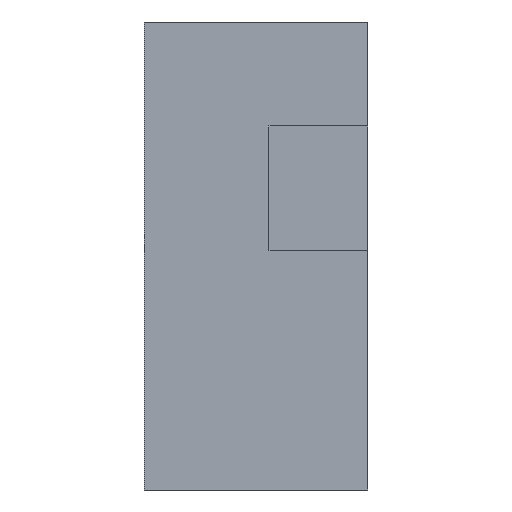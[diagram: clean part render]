
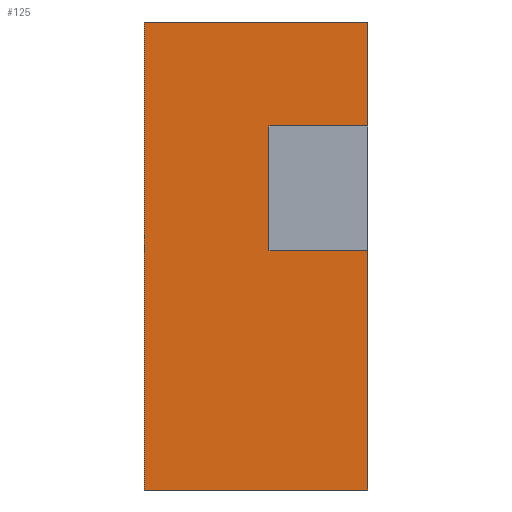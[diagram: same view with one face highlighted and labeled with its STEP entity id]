
A CAD part, left-side view. The second image highlights one B-rep face of the part: STEP entity #125.
In plain terms, the highlighted planar face has unit normal (-1, 0, 0).
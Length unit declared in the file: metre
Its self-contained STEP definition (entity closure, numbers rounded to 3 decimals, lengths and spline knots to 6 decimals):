
#125 = ADVANCED_FACE( '', ( #254 ), #255, .T. );
#254 = FACE_OUTER_BOUND( '', #378, .T. );
#255 = PLANE( '', #379 );
#378 = EDGE_LOOP( '', ( #690, #691, #692, #693, #694, #695, #696, #697 ) );
#379 = AXIS2_PLACEMENT_3D( '', #698, #699, #700 );
#690 = ORIENTED_EDGE( '', *, *, #805, .F. );
#691 = ORIENTED_EDGE( '', *, *, #754, .T. );
#692 = ORIENTED_EDGE( '', *, *, #850, .F. );
#693 = ORIENTED_EDGE( '', *, *, #854, .F. );
#694 = ORIENTED_EDGE( '', *, *, #802, .F. );
#695 = ORIENTED_EDGE( '', *, *, #862, .T. );
#696 = ORIENTED_EDGE( '', *, *, #840, .T. );
#697 = ORIENTED_EDGE( '', *, *, #864, .F. );
#698 = CARTESIAN_POINT( '', ( 0., 0.01075, 0.022 ) );
#699 = DIRECTION( '', ( -1., 0., 0. ) );
#700 = DIRECTION( '', ( 0., 0., 1. ) );
#754 = EDGE_CURVE( '', #895, #900, #902, .T. );
#802 = EDGE_CURVE( '', #982, #984, #985, .T. );
#805 = EDGE_CURVE( '', #895, #989, #990, .T. );
#840 = EDGE_CURVE( '', #1036, #1034, #1037, .T. );
#850 = EDGE_CURVE( '', #1046, #900, #1048, .T. );
#854 = EDGE_CURVE( '', #984, #1046, #1052, .T. );
#862 = EDGE_CURVE( '', #982, #1036, #1060, .T. );
#864 = EDGE_CURVE( '', #989, #1034, #1062, .T. );
#895 = VERTEX_POINT( '', #1115 );
#900 = VERTEX_POINT( '', #1122 );
#902 = LINE( '', #1125, #1126 );
#982 = VERTEX_POINT( '', #1237 );
#984 = VERTEX_POINT( '', #1240 );
#985 = LINE( '', #1241, #1242 );
#989 = VERTEX_POINT( '', #1248 );
#990 = LINE( '', #1249, #1250 );
#1034 = VERTEX_POINT( '', #1336 );
#1036 = VERTEX_POINT( '', #1339 );
#1037 = LINE( '', #1340, #1341 );
#1046 = VERTEX_POINT( '', #1353 );
#1048 = LINE( '', #1356, #1357 );
#1052 = LINE( '', #1362, #1363 );
#1060 = LINE( '', #1385, #1386 );
#1062 = LINE( '', #1388, #1389 );
#1115 = CARTESIAN_POINT( '', ( 0., 0., 0. ) );
#1122 = CARTESIAN_POINT( '', ( 0., 0.0095, 0. ) );
#1125 = CARTESIAN_POINT( '', ( 0., 0.00475, 0. ) );
#1126 = VECTOR( '', #1412, 1. );
#1237 = CARTESIAN_POINT( '', ( 0., 0., 0.022 ) );
#1240 = CARTESIAN_POINT( '', ( 0., 0., 0.012 ) );
#1241 = CARTESIAN_POINT( '', ( 0., 0., 0.022 ) );
#1242 = VECTOR( '', #1466, 1. );
#1248 = CARTESIAN_POINT( '', ( 0., 0., -0.023 ) );
#1249 = CARTESIAN_POINT( '', ( 0., 0., 0.022 ) );
#1250 = VECTOR( '', #1469, 1. );
#1336 = CARTESIAN_POINT( '', ( 0., 0.0215, -0.023 ) );
#1339 = CARTESIAN_POINT( '', ( 0., 0.0215, 0.022 ) );
#1340 = CARTESIAN_POINT( '', ( 0., 0.0215, 0.022 ) );
#1341 = VECTOR( '', #1502, 1. );
#1353 = CARTESIAN_POINT( '', ( 0., 0.0095, 0.012 ) );
#1356 = CARTESIAN_POINT( '', ( 0., 0.0095, 0.012 ) );
#1357 = VECTOR( '', #1510, 1. );
#1362 = CARTESIAN_POINT( '', ( 0., 0.00475, 0.012 ) );
#1363 = VECTOR( '', #1512, 1. );
#1385 = CARTESIAN_POINT( '', ( 0., 0.01075, 0.022 ) );
#1386 = VECTOR( '', #1517, 1. );
#1388 = CARTESIAN_POINT( '', ( 0., 0.01075, -0.023 ) );
#1389 = VECTOR( '', #1518, 1. );
#1412 = DIRECTION( '', ( 0., 1., 0. ) );
#1466 = DIRECTION( '', ( 0., 0., -1. ) );
#1469 = DIRECTION( '', ( 0., 0., -1. ) );
#1502 = DIRECTION( '', ( 0., 0., -1. ) );
#1510 = DIRECTION( '', ( 0., 0., -1. ) );
#1512 = DIRECTION( '', ( 0., 1., 0. ) );
#1517 = DIRECTION( '', ( 0., 1., 0. ) );
#1518 = DIRECTION( '', ( 0., 1., 0. ) );
